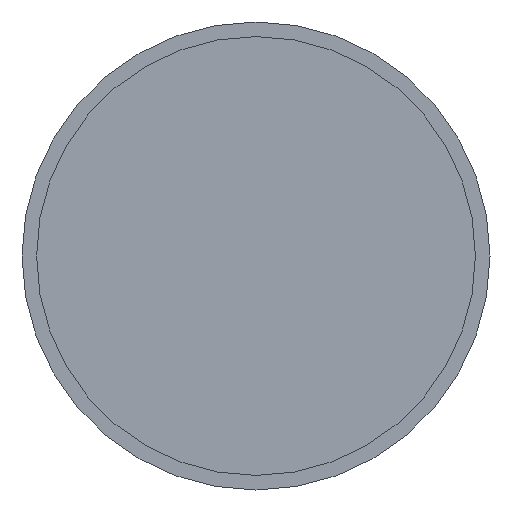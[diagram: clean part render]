
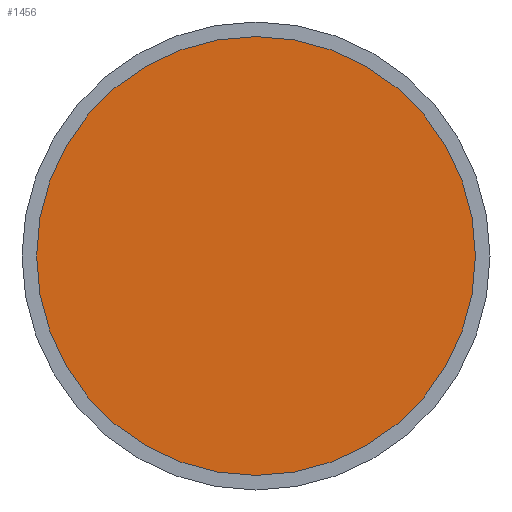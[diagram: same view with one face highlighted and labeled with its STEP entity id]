
A CAD part, front view. The second image highlights one B-rep face of the part: STEP entity #1456.
In plain terms, the highlighted planar face has unit normal (0, -1, 0).
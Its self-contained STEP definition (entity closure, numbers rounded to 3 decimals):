
#86=PLANE('',#1666);
#180=FACE_OUTER_BOUND('',#304,.T.);
#304=EDGE_LOOP('',(#1154));
#552=CIRCLE('',#1667,15.);
#667=VERTEX_POINT('',#2529);
#835=EDGE_CURVE('',#667,#667,#552,.T.);
#1154=ORIENTED_EDGE('',*,*,#835,.T.);
#1456=ADVANCED_FACE('',(#180),#86,.T.);
#1666=AXIS2_PLACEMENT_3D('',#2528,#2088,#2089);
#1667=AXIS2_PLACEMENT_3D('',#2530,#2090,#2091);
#2088=DIRECTION('center_axis',(0.,-1.,0.));
#2089=DIRECTION('ref_axis',(0.,0.,-1.));
#2090=DIRECTION('center_axis',(0.,-1.,0.));
#2091=DIRECTION('ref_axis',(1.,0.,0.));
#2528=CARTESIAN_POINT('Origin',(7.5,-19.,0.));
#2529=CARTESIAN_POINT('',(-15.,-19.,0.));
#2530=CARTESIAN_POINT('Origin',(0.,-19.,0.));
